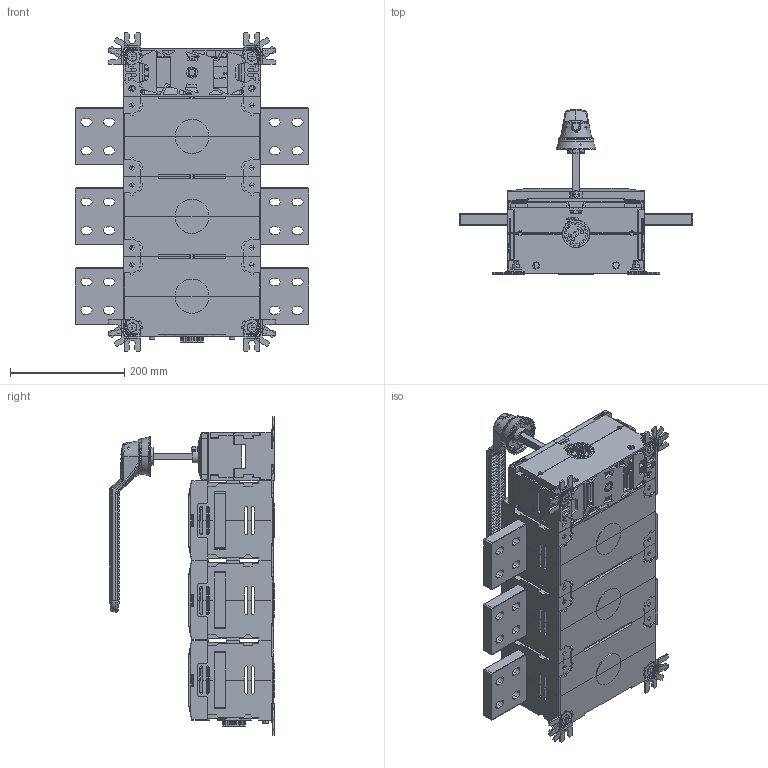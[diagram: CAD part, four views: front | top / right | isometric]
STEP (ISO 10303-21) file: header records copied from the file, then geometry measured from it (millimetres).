
FILE_DESCRIPTION (( 'STEP AP203' ), '1' );
FILE_NAME ('psds-4000-3 Ðóáèëüíèê-âûêëþ÷àòåëü 4000A 3P c ðóêîÿòêîé óïðàâëåíèÿ äëÿ ïðÿìîé óñòàíîâêè PowerSwitch EKF.STEP', '2026-04-06T12:38:38', ( '' ), ( '' ), 'SwSTEP 2.0', 'SolidWorks 2021', '' );
FILE_SCHEMA (( 'CONFIG_CONTROL_DESIGN' ));
Products named in the file (1): psds-4000-3 Ðóáèëüíèê-âûêëþ÷àòåëü 4000A 3P c ðóêîÿòêîé óïðàâëåíèÿ äëÿ ïðÿìîé óñòàíîâêè PowerSwitch EKF
Bounding box: 410 x 288.7 x 558.25 mm (x, y, z)
Volume: 4617553.7 mm3; surface area: 1828531.5 mm2
Topology: 72 solids, 72 shells, 9872 faces, 27423 edges, 17753 vertices
Faces by surface type: plane 5246, cylinder 3397, bspline 1229
Entity records: 325605 total; most frequent: CARTESIAN_POINT 140521, ORIENTED_EDGE 54744, EDGE_CURVE 27372, B_SPLINE_CURVE_WITH_KNOTS 18629, VERTEX_POINT 17753, DIRECTION 17753, EDGE_LOOP 10267, ADVANCED_FACE 9872
